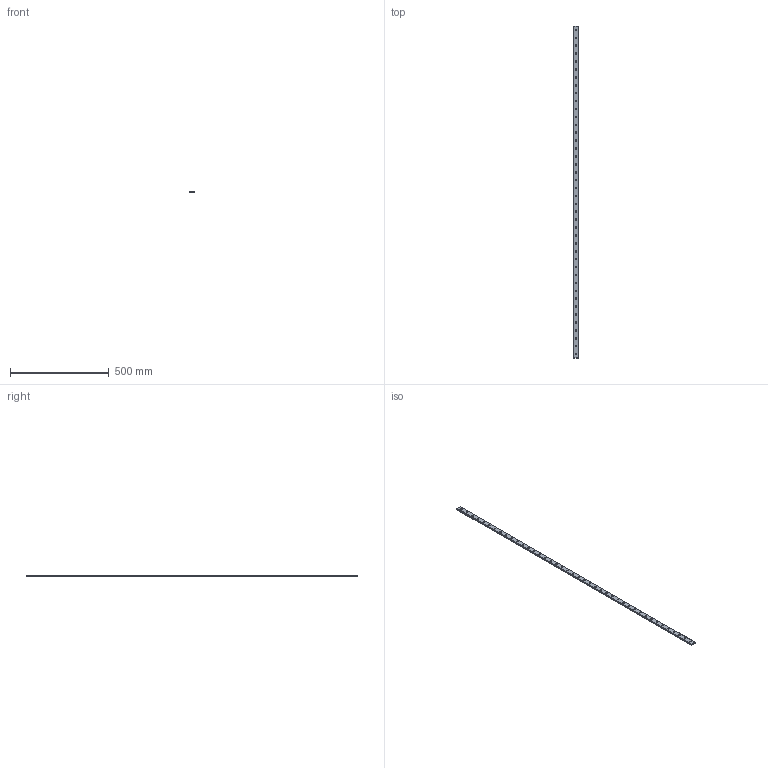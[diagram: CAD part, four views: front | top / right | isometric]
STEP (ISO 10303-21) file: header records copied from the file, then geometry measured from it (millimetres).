
FILE_DESCRIPTION(('STEP AP214'),'1');
FILE_NAME('cctmp_CB416F6A-F355-4823-B60D-E4B6C3650FC2_2021_02_24_09_39_20_0602..stp','2021-02-24T08:39:20',('HIWIN GmbH'),('CADClick - www.CADClick.com'),'Spatial InterOp 3D',' ','unknown authorization');
FILE_SCHEMA(('AUTOMOTIVE_DESIGN'));
Length unit declared in the file: millimetre
Products named in the file (1): MGWR12R1680CM_FILE
Bounding box: 24 x 1680 x 8.5 mm (x, y, z)
Volume: 324054.3 mm3; surface area: 125078.7 mm2
Topology: 1 solids, 1 shells, 473 faces, 1023 edges, 682 vertices
Faces by surface type: cylinder 268, plane 205
Entity records: 16921 total; most frequent: DIRECTION 2507, CARTESIAN_POINT 2179, ORIENTED_EDGE 2046, EDGE_CURVE 1023, AXIS2_PLACEMENT_3D 1010, VERTEX_POINT 682, EDGE_LOOP 603, CIRCLE 536
